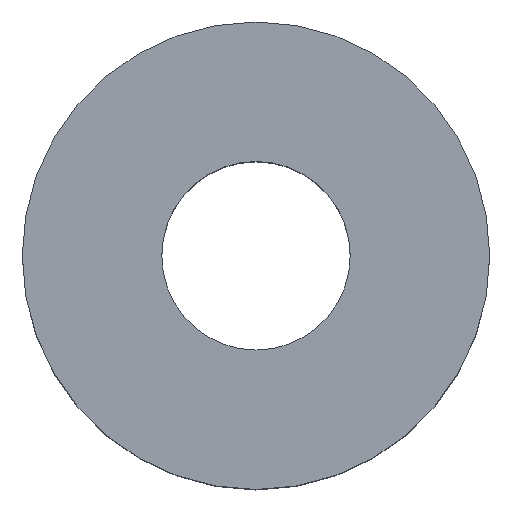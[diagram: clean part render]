
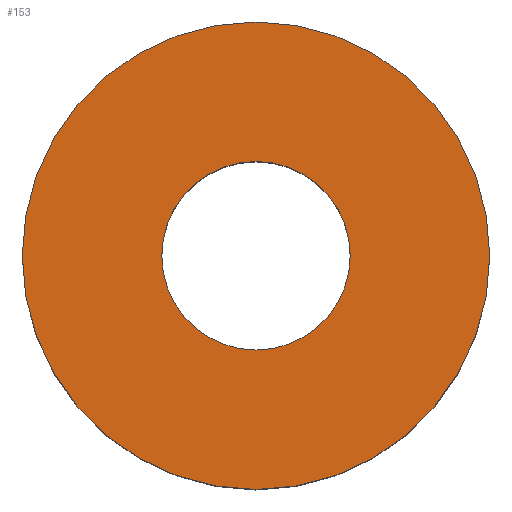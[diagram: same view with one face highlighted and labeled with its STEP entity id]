
A CAD part, top view. The second image highlights one B-rep face of the part: STEP entity #153.
In plain terms, the highlighted planar face has unit normal (0, 0, 1).
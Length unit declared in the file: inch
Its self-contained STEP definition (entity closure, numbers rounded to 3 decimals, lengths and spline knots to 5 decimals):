
#8 = CIRCLE ( 'NONE', #148, 0.3125 ) ;
#12 = CIRCLE ( 'NONE', #118, 0.3125 ) ;
#16 = CIRCLE ( 'NONE', #106, 0.126 ) ;
#23 = ORIENTED_EDGE ( 'NONE', *, *, #127, .T. ) ;
#24 = EDGE_LOOP ( 'NONE', ( #23, #68 ) ) ;
#49 = EDGE_LOOP ( 'NONE', ( #100, #96 ) ) ;
#68 = ORIENTED_EDGE ( 'NONE', *, *, #122, .T. ) ;
#81 = CIRCLE ( 'NONE', #112, 0.126 ) ;
#93 = FACE_BOUND ( 'NONE', #49, .T. ) ;
#94 = FACE_OUTER_BOUND ( 'NONE', #24, .T. ) ;
#96 = ORIENTED_EDGE ( 'NONE', *, *, #117, .F. ) ;
#100 = ORIENTED_EDGE ( 'NONE', *, *, #120, .F. ) ;
#106 = AXIS2_PLACEMENT_3D ( 'NONE', #215, #214, #213 ) ;
#112 = AXIS2_PLACEMENT_3D ( 'NONE', #206, #204, #159 ) ;
#117 = EDGE_CURVE ( 'NONE', #221, #222, #16, .T. ) ;
#118 = AXIS2_PLACEMENT_3D ( 'NONE', #209, #172, #229 ) ;
#120 = EDGE_CURVE ( 'NONE', #222, #221, #81, .T. ) ;
#122 = EDGE_CURVE ( 'NONE', #223, #224, #12, .T. ) ;
#127 = EDGE_CURVE ( 'NONE', #224, #223, #8, .T. ) ;
#146 = AXIS2_PLACEMENT_3D ( 'NONE', #192, #184, #185 ) ;
#148 = AXIS2_PLACEMENT_3D ( 'NONE', #175, #200, #201 ) ;
#153 = ADVANCED_FACE ( 'NONE', ( #94, #93 ), #160, .T. ) ;
#159 = DIRECTION ( 'NONE',  ( 1., 0., 0. ) ) ;
#160 = PLANE ( 'NONE',  #146 ) ;
#167 = CARTESIAN_POINT ( 'NONE',  ( -0.3125, 0., 0.1875 ) ) ;
#168 = CARTESIAN_POINT ( 'NONE',  ( 0.3125, 0., 0.1875 ) ) ;
#169 = CARTESIAN_POINT ( 'NONE',  ( -0.126, 0., 0.1875 ) ) ;
#170 = CARTESIAN_POINT ( 'NONE',  ( 0.126, 0., 0.1875 ) ) ;
#172 = DIRECTION ( 'NONE',  ( 0., 0., 1. ) ) ;
#175 = CARTESIAN_POINT ( 'NONE',  ( 0., 0., 0.1875 ) ) ;
#184 = DIRECTION ( 'NONE',  ( 0., 0., 1. ) ) ;
#185 = DIRECTION ( 'NONE',  ( 1., 0., 0. ) ) ;
#192 = CARTESIAN_POINT ( 'NONE',  ( 0., 0., 0.1875 ) ) ;
#200 = DIRECTION ( 'NONE',  ( 0., 0., 1. ) ) ;
#201 = DIRECTION ( 'NONE',  ( 1., 0., 0. ) ) ;
#204 = DIRECTION ( 'NONE',  ( 0., 0., 1. ) ) ;
#206 = CARTESIAN_POINT ( 'NONE',  ( 0., 0., 0.1875 ) ) ;
#209 = CARTESIAN_POINT ( 'NONE',  ( 0., 0., 0.1875 ) ) ;
#213 = DIRECTION ( 'NONE',  ( 1., 0., 0. ) ) ;
#214 = DIRECTION ( 'NONE',  ( 0., 0., 1. ) ) ;
#215 = CARTESIAN_POINT ( 'NONE',  ( 0., 0., 0.1875 ) ) ;
#221 = VERTEX_POINT ( 'NONE', #170 ) ;
#222 = VERTEX_POINT ( 'NONE', #169 ) ;
#223 = VERTEX_POINT ( 'NONE', #168 ) ;
#224 = VERTEX_POINT ( 'NONE', #167 ) ;
#229 = DIRECTION ( 'NONE',  ( 1., 0., 0. ) ) ;
